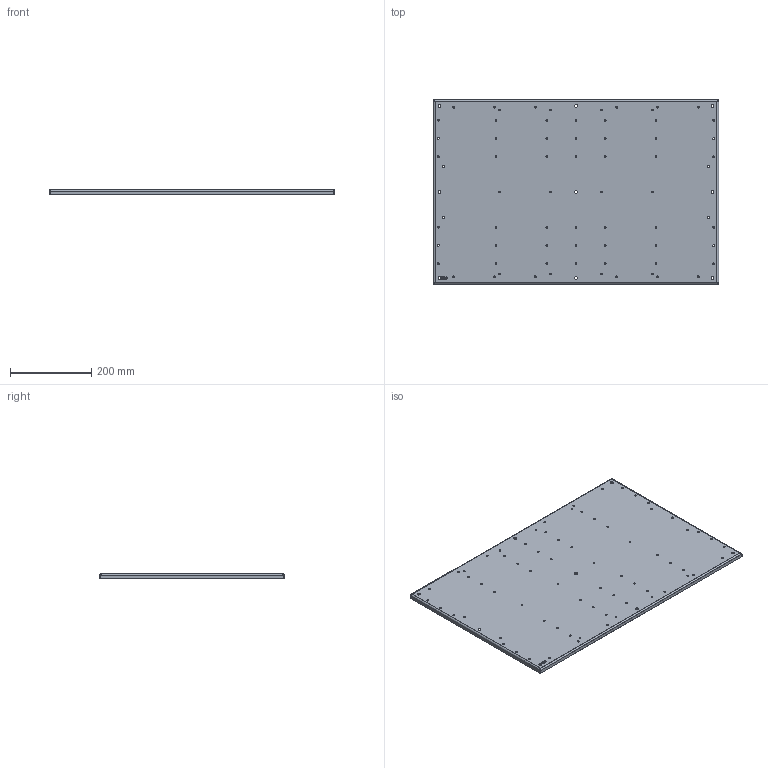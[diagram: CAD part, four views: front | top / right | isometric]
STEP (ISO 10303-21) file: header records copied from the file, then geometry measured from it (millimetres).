
FILE_DESCRIPTION(('CATIA V5 STEP Exchange','CAx-IF Rec.Pracs.--- Model Styling and Organization---1.4--- 2014-01-23'),'2;1');
FILE_NAME ('1200521-7_0', '2020-12-09T07:08:10+00:00', ('none'), ('Weidmueller'), 'CATIA Version 5-6 Release 2016 SP3 HF44', 'CATIA V5 STEP AP214', 'none');
FILE_SCHEMA(('AUTOMOTIVE_DESIGN { 1 0 10303 214 1 1 1 1 }'));
Length unit declared in the file: millimetre
Products named in the file (1): MOPL_KTB_Multi-Master_2013
Bounding box: 701 x 453 x 12 mm (x, y, z)
Volume: 505470.2 mm3; surface area: 679410.1 mm2
Topology: 1 solids, 1 shells, 383 faces, 1096 edges, 720 vertices
Faces by surface type: cylinder 332, plane 43, bspline 8
Entity records: 13035 total; most frequent: CARTESIAN_POINT 3999, ORIENTED_EDGE 2192, DIRECTION 1208, EDGE_CURVE 1096, VERTEX_POINT 720, AXIS2_PLACEMENT_3D 555, EDGE_LOOP 548, VECTOR 426
